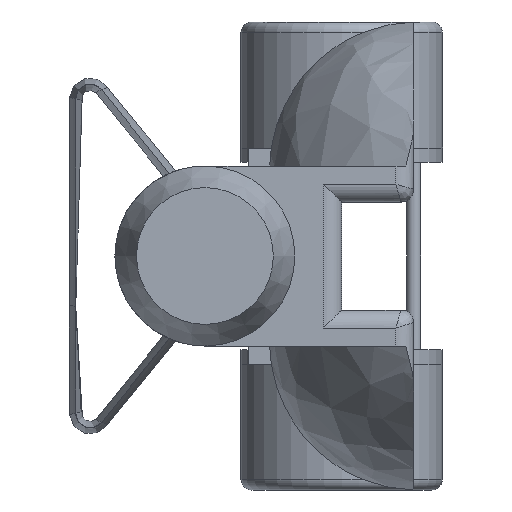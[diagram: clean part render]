
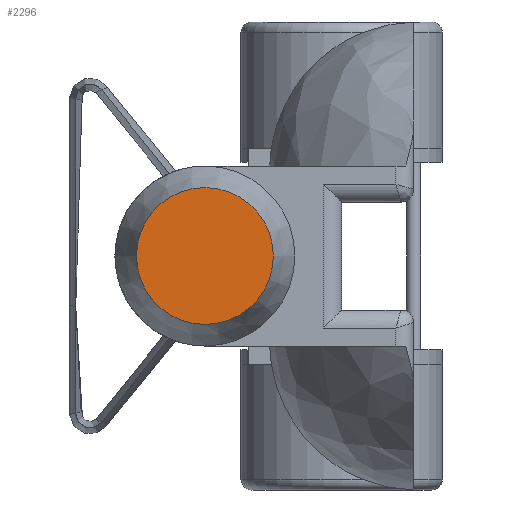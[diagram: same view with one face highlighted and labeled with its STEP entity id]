
A CAD part, left-side view. The second image highlights one B-rep face of the part: STEP entity #2296.
In plain terms, the highlighted planar face has unit normal (-1, 0, 0).
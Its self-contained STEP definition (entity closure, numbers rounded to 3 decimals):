
#218=PLANE('',#2516);
#693=FACE_OUTER_BOUND('',#830,.T.);
#830=EDGE_LOOP('',(#2158));
#925=CIRCLE('',#2515,9.5);
#1138=VERTEX_POINT('',#7049);
#1480=EDGE_CURVE('',#1138,#1138,#925,.T.);
#2158=ORIENTED_EDGE('',*,*,#1480,.T.);
#2296=ADVANCED_FACE('',(#693),#218,.F.);
#2515=AXIS2_PLACEMENT_3D('',#7051,#3079,#3080);
#2516=AXIS2_PLACEMENT_3D('',#7052,#3081,#3082);
#3079=DIRECTION('center_axis',(-1.,0.,0.));
#3080=DIRECTION('ref_axis',(0.,1.,0.));
#3081=DIRECTION('center_axis',(1.,0.,0.));
#3082=DIRECTION('ref_axis',(0.,0.,-1.));
#7049=CARTESIAN_POINT('',(50.,19.5,0.));
#7051=CARTESIAN_POINT('Origin',(50.,29.,0.));
#7052=CARTESIAN_POINT('Origin',(50.,29.,4.75));
